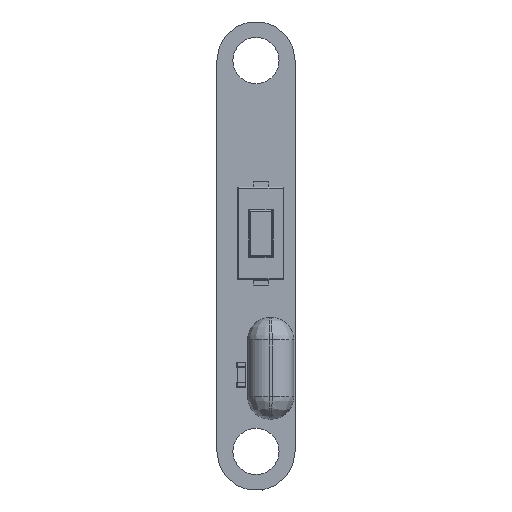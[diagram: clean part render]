
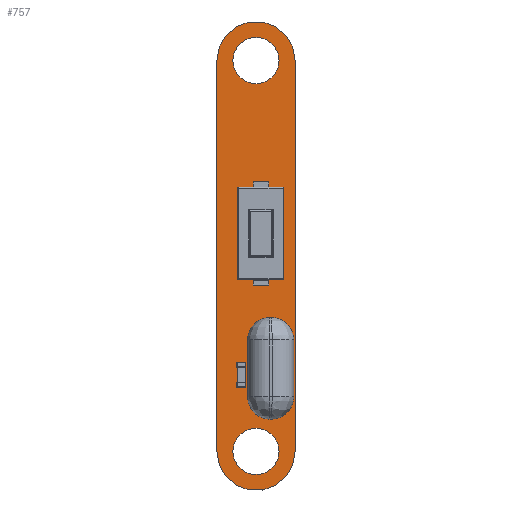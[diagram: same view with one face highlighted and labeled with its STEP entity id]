
A CAD part, top view. The second image highlights one B-rep face of the part: STEP entity #757.
In plain terms, the highlighted planar face has unit normal (0, 0, 1).
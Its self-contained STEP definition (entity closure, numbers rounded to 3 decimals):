
#45 = VERTEX_POINT('',#46);
#46 = CARTESIAN_POINT('',(-2.54,12.7,0.));
#63 = VERTEX_POINT('',#64);
#64 = CARTESIAN_POINT('',(-2.54,-12.7,0.));
#70 = EDGE_CURVE('',#45,#63,#71,.T.);
#71 = LINE('',#72,#73);
#72 = CARTESIAN_POINT('',(-2.54,12.7,0.));
#73 = VECTOR('',#74,1.);
#74 = DIRECTION('',(0.,-1.,0.));
#94 = VERTEX_POINT('',#95);
#95 = CARTESIAN_POINT('',(-2.387,-13.569,0.));
#101 = EDGE_CURVE('',#63,#94,#102,.T.);
#102 = LINE('',#103,#104);
#103 = CARTESIAN_POINT('',(-2.54,-12.7,0.));
#104 = VECTOR('',#105,1.);
#105 = DIRECTION('',(0.174,-0.985,0.));
#125 = VERTEX_POINT('',#126);
#126 = CARTESIAN_POINT('',(-1.946,-14.333,0.));
#132 = EDGE_CURVE('',#94,#125,#133,.T.);
#133 = LINE('',#134,#135);
#134 = CARTESIAN_POINT('',(-2.387,-13.569,0.));
#135 = VECTOR('',#136,1.);
#136 = DIRECTION('',(0.5,-0.866,0.));
#156 = VERTEX_POINT('',#157);
#157 = CARTESIAN_POINT('',(-1.27,-14.9,0.));
#163 = EDGE_CURVE('',#125,#156,#164,.T.);
#164 = LINE('',#165,#166);
#165 = CARTESIAN_POINT('',(-1.946,-14.333,0.));
#166 = VECTOR('',#167,1.);
#167 = DIRECTION('',(0.766,-0.643,0.));
#187 = VERTEX_POINT('',#188);
#188 = CARTESIAN_POINT('',(-0.441,-15.201,0.));
#194 = EDGE_CURVE('',#156,#187,#195,.T.);
#195 = LINE('',#196,#197);
#196 = CARTESIAN_POINT('',(-1.27,-14.9,0.));
#197 = VECTOR('',#198,1.);
#198 = DIRECTION('',(0.94,-0.342,0.));
#218 = VERTEX_POINT('',#219);
#219 = CARTESIAN_POINT('',(0.441,-15.201,0.));
#225 = EDGE_CURVE('',#187,#218,#226,.T.);
#226 = LINE('',#227,#228);
#227 = CARTESIAN_POINT('',(-0.441,-15.201,0.));
#228 = VECTOR('',#229,1.);
#229 = DIRECTION('',(1.,0.,0.));
#249 = VERTEX_POINT('',#250);
#250 = CARTESIAN_POINT('',(1.27,-14.9,0.));
#256 = EDGE_CURVE('',#218,#249,#257,.T.);
#257 = LINE('',#258,#259);
#258 = CARTESIAN_POINT('',(0.441,-15.201,0.));
#259 = VECTOR('',#260,1.);
#260 = DIRECTION('',(0.94,0.342,0.));
#280 = VERTEX_POINT('',#281);
#281 = CARTESIAN_POINT('',(1.946,-14.333,0.));
#287 = EDGE_CURVE('',#249,#280,#288,.T.);
#288 = LINE('',#289,#290);
#289 = CARTESIAN_POINT('',(1.27,-14.9,0.));
#290 = VECTOR('',#291,1.);
#291 = DIRECTION('',(0.766,0.643,0.));
#311 = VERTEX_POINT('',#312);
#312 = CARTESIAN_POINT('',(2.387,-13.569,0.));
#318 = EDGE_CURVE('',#280,#311,#319,.T.);
#319 = LINE('',#320,#321);
#320 = CARTESIAN_POINT('',(1.946,-14.333,0.));
#321 = VECTOR('',#322,1.);
#322 = DIRECTION('',(0.5,0.866,0.));
#342 = VERTEX_POINT('',#343);
#343 = CARTESIAN_POINT('',(2.54,-12.7,0.));
#349 = EDGE_CURVE('',#311,#342,#350,.T.);
#350 = LINE('',#351,#352);
#351 = CARTESIAN_POINT('',(2.387,-13.569,0.));
#352 = VECTOR('',#353,1.);
#353 = DIRECTION('',(0.174,0.985,0.));
#373 = VERTEX_POINT('',#374);
#374 = CARTESIAN_POINT('',(2.54,12.7,0.));
#380 = EDGE_CURVE('',#342,#373,#381,.T.);
#381 = LINE('',#382,#383);
#382 = CARTESIAN_POINT('',(2.54,-12.7,0.));
#383 = VECTOR('',#384,1.);
#384 = DIRECTION('',(0.,1.,0.));
#404 = VERTEX_POINT('',#405);
#405 = CARTESIAN_POINT('',(2.387,13.569,0.));
#411 = EDGE_CURVE('',#373,#404,#412,.T.);
#412 = LINE('',#413,#414);
#413 = CARTESIAN_POINT('',(2.54,12.7,0.));
#414 = VECTOR('',#415,1.);
#415 = DIRECTION('',(-0.174,0.985,0.));
#435 = VERTEX_POINT('',#436);
#436 = CARTESIAN_POINT('',(1.946,14.333,0.));
#442 = EDGE_CURVE('',#404,#435,#443,.T.);
#443 = LINE('',#444,#445);
#444 = CARTESIAN_POINT('',(2.387,13.569,0.));
#445 = VECTOR('',#446,1.);
#446 = DIRECTION('',(-0.5,0.866,0.));
#466 = VERTEX_POINT('',#467);
#467 = CARTESIAN_POINT('',(1.27,14.9,0.));
#473 = EDGE_CURVE('',#435,#466,#474,.T.);
#474 = LINE('',#475,#476);
#475 = CARTESIAN_POINT('',(1.946,14.333,0.));
#476 = VECTOR('',#477,1.);
#477 = DIRECTION('',(-0.766,0.643,0.));
#497 = VERTEX_POINT('',#498);
#498 = CARTESIAN_POINT('',(0.441,15.201,0.));
#504 = EDGE_CURVE('',#466,#497,#505,.T.);
#505 = LINE('',#506,#507);
#506 = CARTESIAN_POINT('',(1.27,14.9,0.));
#507 = VECTOR('',#508,1.);
#508 = DIRECTION('',(-0.94,0.342,0.));
#528 = VERTEX_POINT('',#529);
#529 = CARTESIAN_POINT('',(-0.441,15.201,0.));
#535 = EDGE_CURVE('',#497,#528,#536,.T.);
#536 = LINE('',#537,#538);
#537 = CARTESIAN_POINT('',(0.441,15.201,0.));
#538 = VECTOR('',#539,1.);
#539 = DIRECTION('',(-1.,0.,0.));
#559 = VERTEX_POINT('',#560);
#560 = CARTESIAN_POINT('',(-1.27,14.9,0.));
#566 = EDGE_CURVE('',#528,#559,#567,.T.);
#567 = LINE('',#568,#569);
#568 = CARTESIAN_POINT('',(-0.441,15.201,0.));
#569 = VECTOR('',#570,1.);
#570 = DIRECTION('',(-0.94,-0.342,0.));
#590 = VERTEX_POINT('',#591);
#591 = CARTESIAN_POINT('',(-1.946,14.333,0.));
#597 = EDGE_CURVE('',#559,#590,#598,.T.);
#598 = LINE('',#599,#600);
#599 = CARTESIAN_POINT('',(-1.27,14.9,0.));
#600 = VECTOR('',#601,1.);
#601 = DIRECTION('',(-0.766,-0.643,0.));
#621 = VERTEX_POINT('',#622);
#622 = CARTESIAN_POINT('',(-2.387,13.569,0.));
#628 = EDGE_CURVE('',#590,#621,#629,.T.);
#629 = LINE('',#630,#631);
#630 = CARTESIAN_POINT('',(-1.946,14.333,0.));
#631 = VECTOR('',#632,1.);
#632 = DIRECTION('',(-0.5,-0.866,0.));
#652 = VERTEX_POINT('',#653);
#653 = CARTESIAN_POINT('',(-2.54,12.7,0.));
#659 = EDGE_CURVE('',#621,#652,#660,.T.);
#660 = LINE('',#661,#662);
#661 = CARTESIAN_POINT('',(-2.387,13.569,0.));
#662 = VECTOR('',#663,1.);
#663 = DIRECTION('',(-0.174,-0.985,0.));
#681 = EDGE_CURVE('',#652,#45,#682,.T.);
#682 = LINE('',#683,#684);
#683 = CARTESIAN_POINT('',(-2.54,12.7,0.));
#684 = VECTOR('',#685,1.);
#685 = DIRECTION('',(-0.707,0.707,0.));
#696 = VERTEX_POINT('',#697);
#697 = CARTESIAN_POINT('',(1.5,12.7,0.));
#713 = EDGE_CURVE('',#696,#696,#714,.T.);
#714 = CIRCLE('',#715,1.5);
#715 = AXIS2_PLACEMENT_3D('',#716,#717,#718);
#716 = CARTESIAN_POINT('',(0.,12.7,0.));
#717 = DIRECTION('',(0.,0.,-1.));
#718 = DIRECTION('',(1.,0.,0.));
#729 = VERTEX_POINT('',#730);
#730 = CARTESIAN_POINT('',(1.5,-12.7,0.));
#746 = EDGE_CURVE('',#729,#729,#747,.T.);
#747 = CIRCLE('',#748,1.5);
#748 = AXIS2_PLACEMENT_3D('',#749,#750,#751);
#749 = CARTESIAN_POINT('',(0.,-12.7,0.));
#750 = DIRECTION('',(0.,0.,-1.));
#751 = DIRECTION('',(1.,0.,0.));
#757 = ADVANCED_FACE('',(#758,#781,#784),#787,.F.);
#758 = FACE_BOUND('',#759,.T.);
#759 = EDGE_LOOP('',(#760,#761,#762,#763,#764,#765,#766,#767,#768,#769,
    #770,#771,#772,#773,#774,#775,#776,#777,#778,#779,#780));
#760 = ORIENTED_EDGE('',*,*,#70,.T.);
#761 = ORIENTED_EDGE('',*,*,#101,.T.);
#762 = ORIENTED_EDGE('',*,*,#132,.T.);
#763 = ORIENTED_EDGE('',*,*,#163,.T.);
#764 = ORIENTED_EDGE('',*,*,#194,.T.);
#765 = ORIENTED_EDGE('',*,*,#225,.T.);
#766 = ORIENTED_EDGE('',*,*,#256,.T.);
#767 = ORIENTED_EDGE('',*,*,#287,.T.);
#768 = ORIENTED_EDGE('',*,*,#318,.T.);
#769 = ORIENTED_EDGE('',*,*,#349,.T.);
#770 = ORIENTED_EDGE('',*,*,#380,.T.);
#771 = ORIENTED_EDGE('',*,*,#411,.T.);
#772 = ORIENTED_EDGE('',*,*,#442,.T.);
#773 = ORIENTED_EDGE('',*,*,#473,.T.);
#774 = ORIENTED_EDGE('',*,*,#504,.T.);
#775 = ORIENTED_EDGE('',*,*,#535,.T.);
#776 = ORIENTED_EDGE('',*,*,#566,.T.);
#777 = ORIENTED_EDGE('',*,*,#597,.T.);
#778 = ORIENTED_EDGE('',*,*,#628,.T.);
#779 = ORIENTED_EDGE('',*,*,#659,.T.);
#780 = ORIENTED_EDGE('',*,*,#681,.T.);
#781 = FACE_BOUND('',#782,.T.);
#782 = EDGE_LOOP('',(#783));
#783 = ORIENTED_EDGE('',*,*,#713,.T.);
#784 = FACE_BOUND('',#785,.T.);
#785 = EDGE_LOOP('',(#786));
#786 = ORIENTED_EDGE('',*,*,#746,.T.);
#787 = PLANE('',#788);
#788 = AXIS2_PLACEMENT_3D('',#789,#790,#791);
#789 = CARTESIAN_POINT('',(-2.54,12.7,0.));
#790 = DIRECTION('',(0.,0.,-1.));
#791 = DIRECTION('',(-1.,0.,0.));
